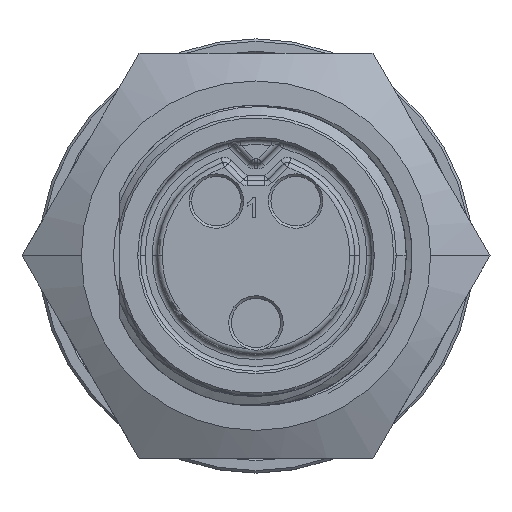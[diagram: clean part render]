
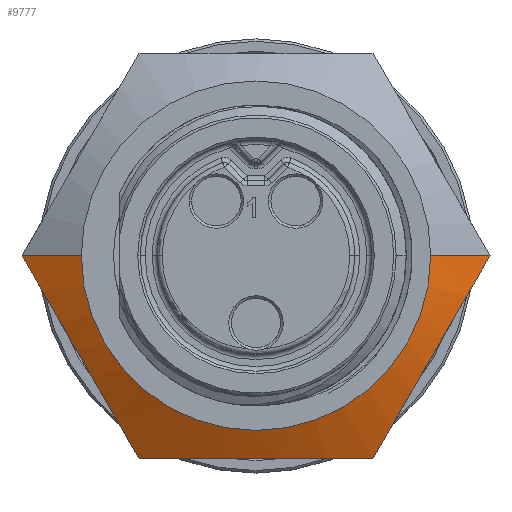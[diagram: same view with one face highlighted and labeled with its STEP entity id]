
A CAD part, top view. The second image highlights one B-rep face of the part: STEP entity #9777.
In plain terms, the highlighted conical face has half-angle 61.689 degrees and reference radius 8.89 mm.
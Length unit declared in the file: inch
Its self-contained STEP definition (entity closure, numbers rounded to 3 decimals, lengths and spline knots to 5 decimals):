
#102 = FACE_OUTER_BOUND ( 'NONE', #11566, .T. ) ;
#176 = CARTESIAN_POINT ( 'NONE',  ( 0.37135, -0.1688, 0.42005 ) ) ;
#525 = CARTESIAN_POINT ( 'NONE',  ( -0.46881, 0., 0.38699 ) ) ;
#554 = CARTESIAN_POINT ( 'NONE',  ( 0.35, 0., 0.45099 ) ) ;
#928 = CARTESIAN_POINT ( 'NONE',  ( -0.46881, 0., 0.38699 ) ) ;
#1445 = CARTESIAN_POINT ( 'NONE',  ( 0.19615, -0.406, 0.3973 ) ) ;
#1502 = CARTESIAN_POINT ( 'NONE',  ( 0., 0., 0.45099 ) ) ;
#1758 = EDGE_CURVE ( 'NONE', #8752, #23314, #15439, .T. ) ;
#2168 = CARTESIAN_POINT ( 'NONE',  ( 0.40094, -0.11756, 0.41469 ) ) ;
#2434 = EDGE_CURVE ( 'NONE', #8131, #25370, #22575, .T. ) ;
#2491 = ORIENTED_EDGE ( 'NONE', *, *, #15508, .F. ) ;
#2519 = CARTESIAN_POINT ( 'NONE',  ( -0.43031, -0.06668, 0.40583 ) ) ;
#3342 = CARTESIAN_POINT ( 'NONE',  ( -0.2344, -0.406, 0.38699 ) ) ;
#3487 = DIRECTION ( 'NONE',  ( 1., 0., 0. ) ) ;
#4147 = CARTESIAN_POINT ( 'NONE',  ( 0.4496, -0.03326, 0.39734 ) ) ;
#4291 = LINE ( 'NONE', #22329, #8959 ) ;
#4368 = B_SPLINE_CURVE_WITH_KNOTS ( 'NONE', 3,
 ( #3342, #17175, #19179, #7335, #21179, #9321, #23174, #11318, #25162, #13298, #1445, #15271 ),
 .UNSPECIFIED., .F., .F.,
 ( 4, 2, 2, 2, 2, 4 ),
 ( 0.00518, 0.00817, 0.00967, 0.01117, 0.01417, 0.01716 ),
 .UNSPECIFIED. ) ;
#4391 = LINE ( 'NONE', #554, #14919 ) ;
#4501 = CARTESIAN_POINT ( 'NONE',  ( -0.37166, -0.16826, 0.42081 ) ) ;
#4739 = CONICAL_SURFACE ( 'NONE', #23458, 0.35, 1.077 ) ;
#5175 = ORIENTED_EDGE ( 'NONE', *, *, #2434, .T. ) ;
#6053 = CARTESIAN_POINT ( 'NONE',  ( 0.25359, -0.37277, 0.39733 ) ) ;
#6499 = CARTESIAN_POINT ( 'NONE',  ( -0.33186, -0.2372, 0.42005 ) ) ;
#7086 = ORIENTED_EDGE ( 'NONE', *, *, #13516, .T. ) ;
#7335 = CARTESIAN_POINT ( 'NONE',  ( -0.09933, -0.406, 0.4146 ) ) ;
#8131 = VERTEX_POINT ( 'NONE', #13619 ) ;
#8495 = CARTESIAN_POINT ( 'NONE',  ( -0.30228, -0.28844, 0.41469 ) ) ;
#8579 = VERTEX_POINT ( 'NONE', #928 ) ;
#8752 = VERTEX_POINT ( 'NONE', #9329 ) ;
#8959 = VECTOR ( 'NONE', #10466, 39.37008 ) ;
#9321 = CARTESIAN_POINT ( 'NONE',  ( -0.03979, -0.406, 0.42003 ) ) ;
#9329 = CARTESIAN_POINT ( 'NONE',  ( 0.35, 0., 0.45099 ) ) ;
#9777 = ADVANCED_FACE ( 'NONE', ( #102 ), #4739, .T. ) ;
#10048 = CARTESIAN_POINT ( 'NONE',  ( 0.31188, -0.27181, 0.41759 ) ) ;
#10466 = DIRECTION ( 'NONE',  ( -0.88, 0., -0.474 ) ) ;
#10493 = CARTESIAN_POINT ( 'NONE',  ( -0.25361, -0.37274, 0.39734 ) ) ;
#10940 = ORIENTED_EDGE ( 'NONE', *, *, #1758, .T. ) ;
#10949 = DIRECTION ( 'NONE',  ( 1., 0., 0. ) ) ;
#11318 = CARTESIAN_POINT ( 'NONE',  ( 0.0394, -0.406, 0.42084 ) ) ;
#11566 = EDGE_LOOP ( 'NONE', ( #10940, #21099, #7086, #12373, #5175, #2491 ) ) ;
#12036 = CARTESIAN_POINT ( 'NONE',  ( 0.36138, -0.18608, 0.42084 ) ) ;
#12373 = ORIENTED_EDGE ( 'NONE', *, *, #18494, .T. ) ;
#12413 = DIRECTION ( 'NONE',  ( 0.88, 0., -0.474 ) ) ;
#13298 = CARTESIAN_POINT ( 'NONE',  ( 0.15708, -0.406, 0.40591 ) ) ;
#13516 = EDGE_CURVE ( 'NONE', #8579, #23049, #19596, .T. ) ;
#13619 = CARTESIAN_POINT ( 'NONE',  ( 0.2344, -0.406, 0.38699 ) ) ;
#14011 = CARTESIAN_POINT ( 'NONE',  ( 0.39111, -0.13457, 0.41697 ) ) ;
#14919 = VECTOR ( 'NONE', #12413, 39.37008 ) ;
#15271 = CARTESIAN_POINT ( 'NONE',  ( 0.2344, -0.406, 0.38699 ) ) ;
#15333 = DIRECTION ( 'NONE',  ( 0., 0., -1. ) ) ;
#15439 = CIRCLE ( 'NONE', #24348, 0.35 ) ;
#15508 = EDGE_CURVE ( 'NONE', #8752, #25370, #4391, .T. ) ;
#15990 = CARTESIAN_POINT ( 'NONE',  ( 0.43026, -0.06677, 0.40586 ) ) ;
#16344 = CARTESIAN_POINT ( 'NONE',  ( -0.39133, -0.13419, 0.41759 ) ) ;
#17175 = CARTESIAN_POINT ( 'NONE',  ( -0.19643, -0.406, 0.39722 ) ) ;
#17888 = CARTESIAN_POINT ( 'NONE',  ( 0.2729, -0.33932, 0.40583 ) ) ;
#17946 = CARTESIAN_POINT ( 'NONE',  ( -0.35, 0., 0.45099 ) ) ;
#17980 = CARTESIAN_POINT ( 'NONE',  ( 0.46881, 0., 0.38699 ) ) ;
#18333 = CARTESIAN_POINT ( 'NONE',  ( -0.34184, -0.21992, 0.42084 ) ) ;
#18494 = EDGE_CURVE ( 'NONE', #23049, #8131, #4368, .T. ) ;
#18803 = CARTESIAN_POINT ( 'NONE',  ( 0., 0., 0.45099 ) ) ;
#19179 = CARTESIAN_POINT ( 'NONE',  ( -0.158, -0.406, 0.40572 ) ) ;
#19596 = B_SPLINE_CURVE_WITH_KNOTS ( 'NONE', 3,
 ( #525, #24241, #2519, #16344, #4501, #18333, #6499, #20348, #8495, #22359, #10493, #24326 ),
 .UNSPECIFIED., .F., .F.,
 ( 4, 2, 2, 2, 2, 4 ),
 ( 0., 0.003, 0.00601, 0.00751, 0.00901, 0.01201 ),
 .UNSPECIFIED. ) ;
#19869 = CARTESIAN_POINT ( 'NONE',  ( 0.46881, 0., 0.38699 ) ) ;
#20348 = CARTESIAN_POINT ( 'NONE',  ( -0.3121, -0.27143, 0.41697 ) ) ;
#20497 = EDGE_CURVE ( 'NONE', #23314, #8579, #4291, .T. ) ;
#21099 = ORIENTED_EDGE ( 'NONE', *, *, #20497, .T. ) ;
#21179 = CARTESIAN_POINT ( 'NONE',  ( -0.07957, -0.406, 0.41692 ) ) ;
#21911 = CARTESIAN_POINT ( 'NONE',  ( 0.2344, -0.406, 0.38699 ) ) ;
#22329 = CARTESIAN_POINT ( 'NONE',  ( -0.35, 0., 0.45099 ) ) ;
#22359 = CARTESIAN_POINT ( 'NONE',  ( -0.27295, -0.33923, 0.40586 ) ) ;
#22575 = B_SPLINE_CURVE_WITH_KNOTS ( 'NONE', 3,
 ( #21911, #6053, #17888, #10048, #23890, #12036, #176, #14011, #2168, #15990, #4147, #17980 ),
 .UNSPECIFIED., .F., .F.,
 ( 4, 2, 2, 2, 2, 4 ),
 ( 0., 0.003, 0.00601, 0.00751, 0.00901, 0.01201 ),
 .UNSPECIFIED. ) ;
#22810 = DIRECTION ( 'NONE',  ( 0., 0., -1. ) ) ;
#23049 = VERTEX_POINT ( 'NONE', #23311 ) ;
#23174 = CARTESIAN_POINT ( 'NONE',  ( -0.01996, -0.406, 0.42082 ) ) ;
#23311 = CARTESIAN_POINT ( 'NONE',  ( -0.2344, -0.406, 0.38699 ) ) ;
#23314 = VERTEX_POINT ( 'NONE', #17946 ) ;
#23458 = AXIS2_PLACEMENT_3D ( 'NONE', #18803, #22810, #10949 ) ;
#23890 = CARTESIAN_POINT ( 'NONE',  ( 0.33155, -0.23774, 0.42081 ) ) ;
#24241 = CARTESIAN_POINT ( 'NONE',  ( -0.44962, -0.03323, 0.39733 ) ) ;
#24326 = CARTESIAN_POINT ( 'NONE',  ( -0.2344, -0.406, 0.38699 ) ) ;
#24348 = AXIS2_PLACEMENT_3D ( 'NONE', #1502, #15333, #3487 ) ;
#25162 = CARTESIAN_POINT ( 'NONE',  ( 0.07875, -0.406, 0.41767 ) ) ;
#25370 = VERTEX_POINT ( 'NONE', #19869 ) ;
